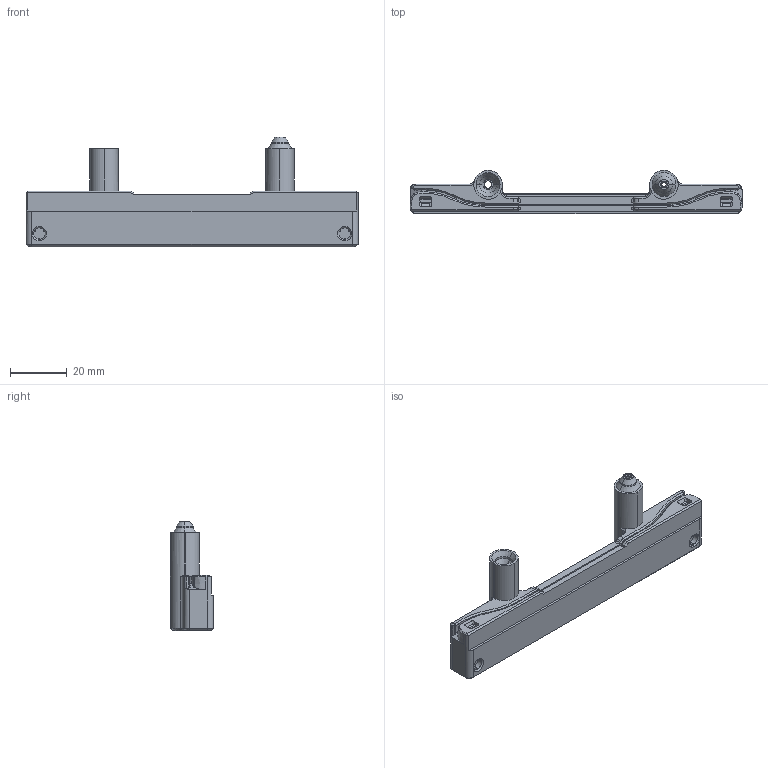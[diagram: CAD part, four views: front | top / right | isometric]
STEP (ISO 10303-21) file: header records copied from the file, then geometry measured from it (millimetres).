
FILE_DESCRIPTION (( 'STEP AP203' ), '1' );
FILE_NAME ('25c-p012 35mm film carrier half.step', '2025-08-02T02:45:37', ( '' ), ( '' ), '', '', '' );
FILE_SCHEMA (( 'CONFIG_CONTROL_DESIGN' ));
Length unit declared in the file: millimetre
Products named in the file (1): 25c-p012 35mm film carrier half
Bounding box: 117 x 15.2 x 38.6 mm (x, y, z)
Volume: 20555.4 mm3; surface area: 10026.7 mm2
Topology: 1 solids, 1 shells, 294 faces, 724 edges, 444 vertices
Faces by surface type: cylinder 110, plane 98, cone 58, bspline 14, sphere 12, torus 2
Entity records: 10050 total; most frequent: CARTESIAN_POINT 3250, ORIENTED_EDGE 1448, DIRECTION 1376, EDGE_CURVE 724, AXIS2_PLACEMENT_3D 505, VERTEX_POINT 444, LINE 366, VECTOR 366
